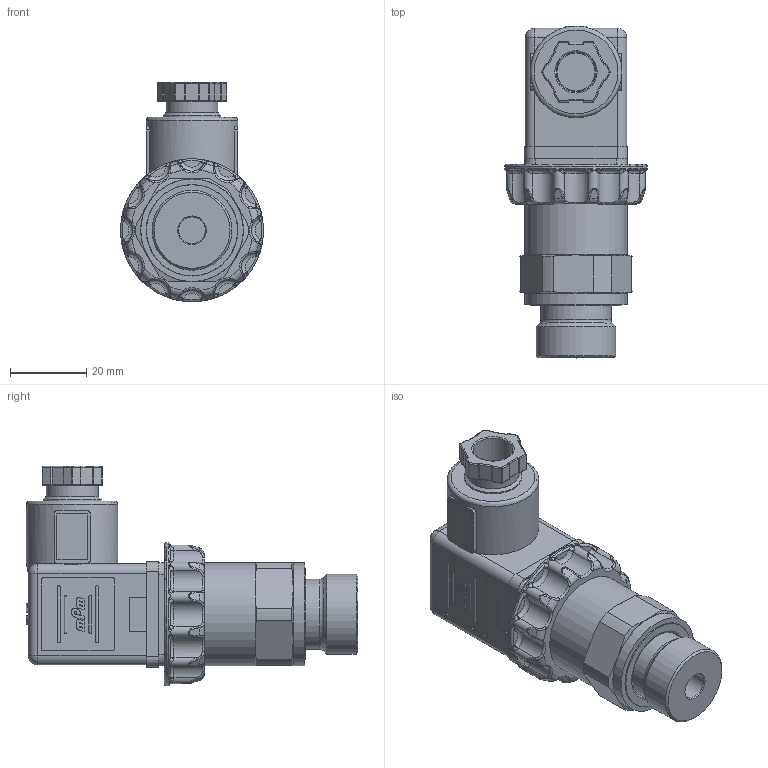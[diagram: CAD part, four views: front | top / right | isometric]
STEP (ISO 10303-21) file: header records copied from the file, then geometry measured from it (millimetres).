
FILE_DESCRIPTION(/* description */ ('DST P40I-9011-A1GB08-1'),/* implementation_level */ '2;1');
FILE_NAME(/* name */ 'WEB078G5012.step',/* time_stamp */ '2019-06-04T11:31:46+02:00',/* author */ ('U269238'),/* organization */ (''),/* preprocessor_version */ 'ST-DEVELOPER v16.1',/* originating_system */ 'Autodesk Inventor 2016',/* authorisation */ '');
FILE_SCHEMA (('AUTOMOTIVE_DESIGN { 1 0 10303 214 3 1 1 }'));
Length unit declared in the file: millimetre
Products named in the file (1): WEB078G5012
Bounding box: 37.49 x 87.05 x 57.53 mm (x, y, z)
Volume: 61889.9 mm3; surface area: 13659.6 mm2
Topology: 1 solids, 1 shells, 783 faces, 1955 edges, 1166 vertices
Faces by surface type: cylinder 277, plane 244, bspline 132, torus 83, cone 31, sphere 16
Full cylindrical faces by diameter (mm): 5.5 x1, 6.4 x1, 7 x1, 7.35 x1, 10 x1, 10.5 x1, 13.6 x1, 15.15 x1, 18.4 x1, 18.5 x1, 20.955 x1, 23.9 x1, 24 x2, 26.9 x1, 27 x1, 27.1 x1, 37.5 x1
Entity records: 28806 total; most frequent: CARTESIAN_POINT 10216, ORIENTED_EDGE 3718, DIRECTION 3664, EDGE_CURVE 1859, AXIS2_PLACEMENT_3D 1435, VERTEX_POINT 1153, EDGE_LOOP 858, LINE 794
